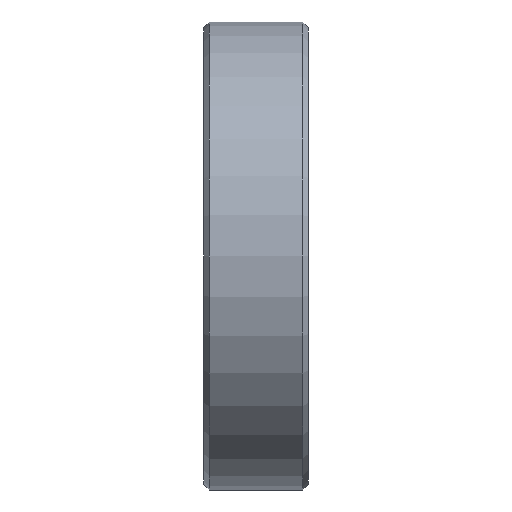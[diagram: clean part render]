
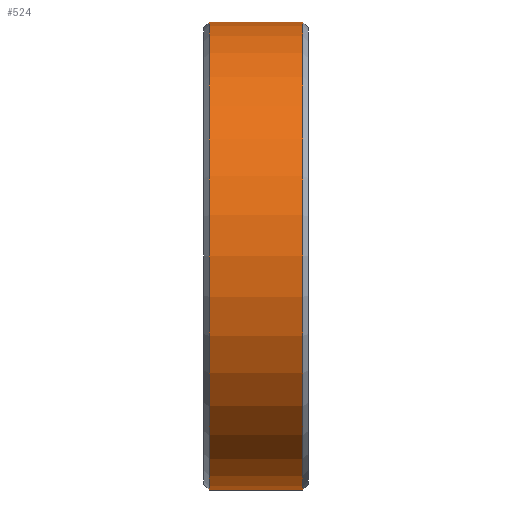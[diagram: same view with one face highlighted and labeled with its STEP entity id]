
A CAD part, left-side view. The second image highlights one B-rep face of the part: STEP entity #524.
In plain terms, the highlighted cylindrical face has radius 17 mm (diameter 34 mm), a partial arc.
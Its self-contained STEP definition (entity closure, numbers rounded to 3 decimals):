
#169 = VERTEX_POINT ( 'NONE', #839 ) ;
#180 = VERTEX_POINT ( 'NONE', #851 ) ;
#181 = VERTEX_POINT ( 'NONE', #852 ) ;
#257 = VECTOR ( 'NONE', #1102, 1000. ) ;
#524 = ADVANCED_FACE ( 'NONE', ( #692 ), #691, .T. ) ;
#555 = EDGE_CURVE ( 'NONE', #1032, #181, #1098, .T. ) ;
#565 = EDGE_CURVE ( 'NONE', #180, #1032, #1397, .T. ) ;
#566 = EDGE_CURVE ( 'NONE', #180, #169, #1127, .T. ) ;
#569 = EDGE_CURVE ( 'NONE', #181, #169, #1390, .T. ) ;
#574 = ORIENTED_EDGE ( 'NONE', *, *, #569, .T. ) ;
#575 = ORIENTED_EDGE ( 'NONE', *, *, #555, .T. ) ;
#576 = ORIENTED_EDGE ( 'NONE', *, *, #565, .T. ) ;
#577 = ORIENTED_EDGE ( 'NONE', *, *, #566, .F. ) ;
#642 = CARTESIAN_POINT ( 'NONE',  ( 0., 0.4, 17. ) ) ;
#691 = CYLINDRICAL_SURFACE ( 'NONE', #773, 17. ) ;
#692 = FACE_OUTER_BOUND ( 'NONE', #881, .T. ) ;
#694 = CARTESIAN_POINT ( 'NONE',  ( 0., 53.835, 0. ) ) ;
#695 = DIRECTION ( 'NONE',  ( 0., 1., 0. ) ) ;
#696 = DIRECTION ( 'NONE',  ( 0., 0., 1. ) ) ;
#773 = AXIS2_PLACEMENT_3D ( 'NONE', #694, #695, #696 ) ;
#839 = CARTESIAN_POINT ( 'NONE',  ( 0., 7.2, -17. ) ) ;
#851 = CARTESIAN_POINT ( 'NONE',  ( 0., 0.4, -17. ) ) ;
#852 = CARTESIAN_POINT ( 'NONE',  ( 0., 7.2, 17. ) ) ;
#881 = EDGE_LOOP ( 'NONE', ( #577, #576, #575, #574 ) ) ;
#1032 = VERTEX_POINT ( 'NONE', #642 ) ;
#1096 = CARTESIAN_POINT ( 'NONE',  ( 0., 53.835, 17. ) ) ;
#1098 = LINE ( 'NONE', #1096, #257 ) ;
#1102 = DIRECTION ( 'NONE',  ( 0., 1., 0. ) ) ;
#1127 = LINE ( 'NONE', #1128, #1395 ) ;
#1128 = CARTESIAN_POINT ( 'NONE',  ( 0., 53.835, -17. ) ) ;
#1132 = CARTESIAN_POINT ( 'NONE',  ( 0., 0.4, 0. ) ) ;
#1133 = DIRECTION ( 'NONE',  ( 0., 1., 0. ) ) ;
#1134 = DIRECTION ( 'NONE',  ( 0., 0., -1. ) ) ;
#1135 = DIRECTION ( 'NONE',  ( 0., 1., 0. ) ) ;
#1145 = CARTESIAN_POINT ( 'NONE',  ( 0., 7.2, 0. ) ) ;
#1146 = DIRECTION ( 'NONE',  ( 0., -1., 0. ) ) ;
#1147 = DIRECTION ( 'NONE',  ( 0., 0., 1. ) ) ;
#1387 = AXIS2_PLACEMENT_3D ( 'NONE', #1145, #1146, #1147 ) ;
#1390 = CIRCLE ( 'NONE', #1387, 17. ) ;
#1394 = AXIS2_PLACEMENT_3D ( 'NONE', #1132, #1133, #1134 ) ;
#1395 = VECTOR ( 'NONE', #1135, 1000. ) ;
#1397 = CIRCLE ( 'NONE', #1394, 17. ) ;
